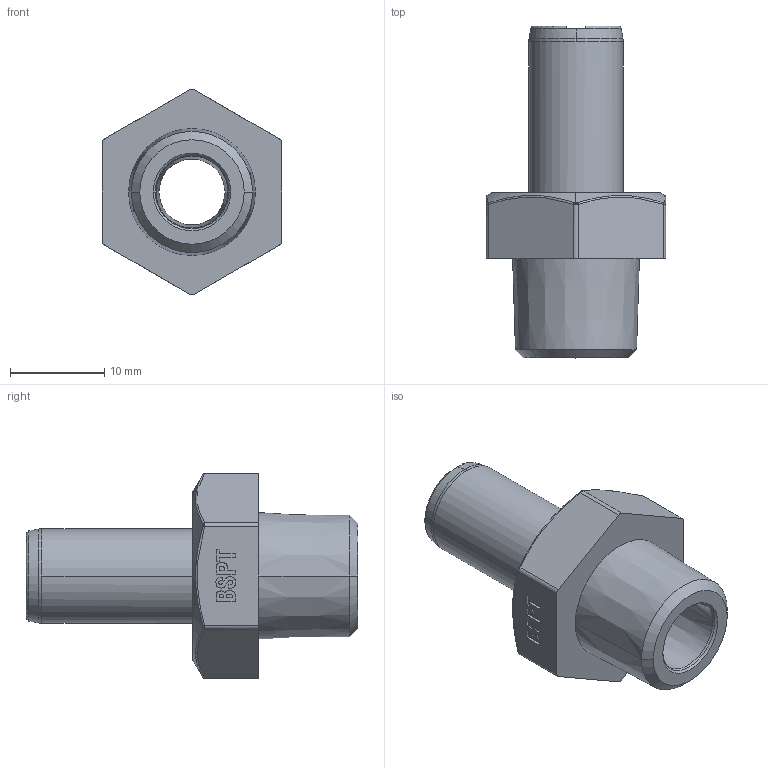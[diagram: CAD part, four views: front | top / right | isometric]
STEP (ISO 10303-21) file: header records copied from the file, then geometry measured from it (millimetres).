
FILE_DESCRIPTION(('STEP AP214'),'1');
FILE_NAME('6821_10_13.stp','2016-07-07T14:44:35',('TraceParts'),('TraceParts S.A.'),'Spatial InterOp 3D',' ',' ');
FILE_SCHEMA(('automotive_design'));
Length unit declared in the file: millimetre
Products named in the file (1): Solide1
Bounding box: 19 x 35.15 x 21.78 mm (x, y, z)
Volume: 2969.1 mm3; surface area: 3031.4 mm2
Topology: 1 solids, 1 shells, 180 faces, 479 edges, 314 vertices
Faces by surface type: plane 74, bspline 64, cylinder 18, torus 12, cone 12
Entity records: 8307 total; most frequent: CARTESIAN_POINT 2556, ORIENTED_EDGE 958, DIRECTION 797, EDGE_CURVE 479, VERTEX_POINT 314, AXIS2_PLACEMENT_3D 277, LINE 243, VECTOR 243
